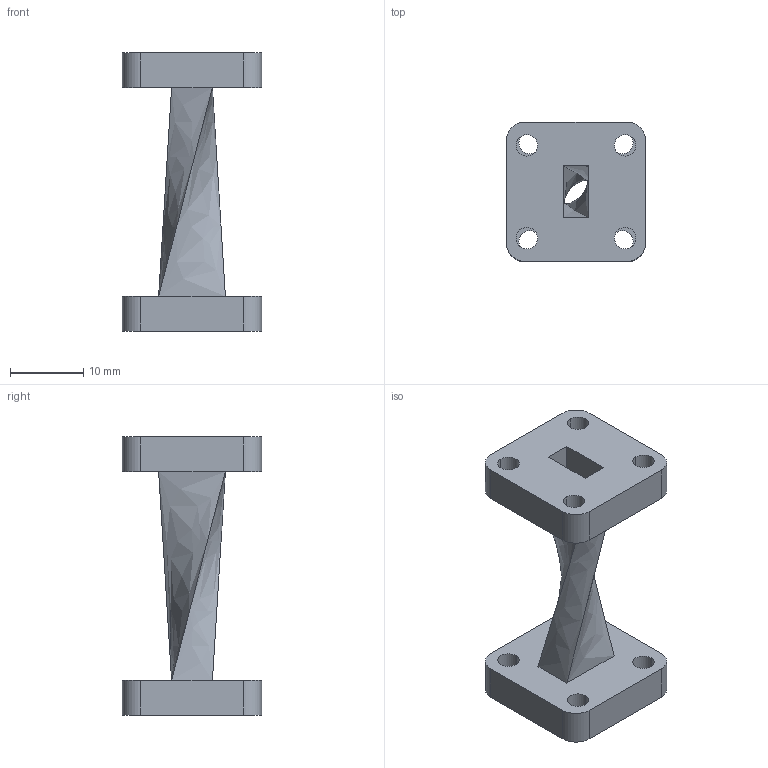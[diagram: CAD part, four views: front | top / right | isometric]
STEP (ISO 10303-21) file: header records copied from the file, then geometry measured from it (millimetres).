
FILE_DESCRIPTION (( 'STEP AP214' ), '1' );
FILE_NAME ('PE-W28TW1001A.step', '2021-10-11T20:35:05', ( '' ), ( '' ), 'SwSTEP 2.0', 'SolidWorks 2021', '' );
FILE_SCHEMA (( 'AUTOMOTIVE_DESIGN' ));
Length unit declared in the file: inch
Products named in the file (1): PE-W28TW1001A
Bounding box: 19.05 x 19.05 x 38.1 mm (x, y, z)
Volume: 3489.5 mm3; surface area: 3551.1 mm2
Topology: 1 solids, 1 shells, 56 faces, 152 edges, 100 vertices
Faces by surface type: cylinder 24, plane 24, bspline 8
Entity records: 2284 total; most frequent: CARTESIAN_POINT 801, ORIENTED_EDGE 304, DIRECTION 282, EDGE_CURVE 152, VERTEX_POINT 100, AXIS2_PLACEMENT_3D 97, LINE 88, VECTOR 88
